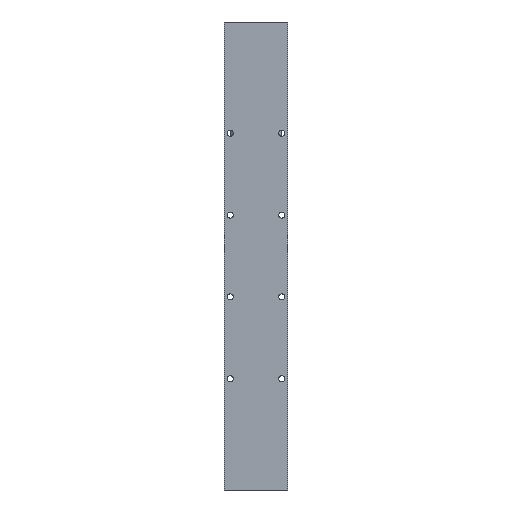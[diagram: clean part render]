
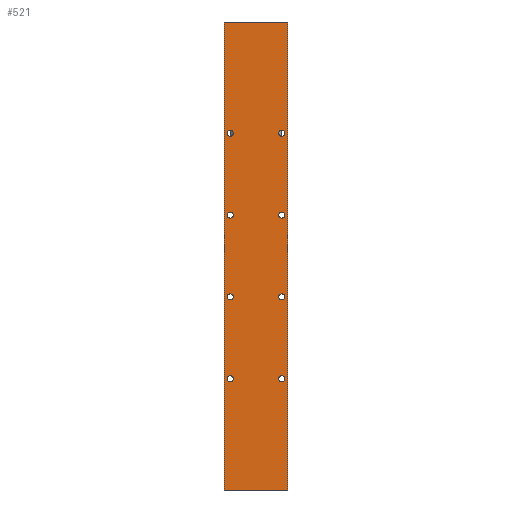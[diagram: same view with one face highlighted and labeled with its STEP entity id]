
A CAD part, front view. The second image highlights one B-rep face of the part: STEP entity #521.
In plain terms, the highlighted planar face has unit normal (0, -1, 0).
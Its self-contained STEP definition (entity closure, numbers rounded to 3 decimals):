
#521 = ADVANCED_FACE( '', ( #1149, #1150, #1151, #1152, #1153, #1154, #1155, #1156, #1157 ), #1158, .F. );
#1149 = FACE_BOUND( '', #1882, .T. );
#1150 = FACE_BOUND( '', #1883, .T. );
#1151 = FACE_BOUND( '', #1884, .T. );
#1152 = FACE_BOUND( '', #1885, .T. );
#1153 = FACE_BOUND( '', #1886, .T. );
#1154 = FACE_BOUND( '', #1887, .T. );
#1155 = FACE_BOUND( '', #1888, .T. );
#1156 = FACE_BOUND( '', #1889, .T. );
#1157 = FACE_OUTER_BOUND( '', #1890, .T. );
#1158 = PLANE( '', #1891 );
#1882 = EDGE_LOOP( '', ( #3343 ) );
#1883 = EDGE_LOOP( '', ( #3344 ) );
#1884 = EDGE_LOOP( '', ( #3345 ) );
#1885 = EDGE_LOOP( '', ( #3346 ) );
#1886 = EDGE_LOOP( '', ( #3347 ) );
#1887 = EDGE_LOOP( '', ( #3348 ) );
#1888 = EDGE_LOOP( '', ( #3349 ) );
#1889 = EDGE_LOOP( '', ( #3350 ) );
#1890 = EDGE_LOOP( '', ( #3351, #3352, #3353, #3354 ) );
#1891 = AXIS2_PLACEMENT_3D( '', #3355, #3356, #3357 );
#3343 = ORIENTED_EDGE( '', *, *, #4629, .T. );
#3344 = ORIENTED_EDGE( '', *, *, #4106, .T. );
#3345 = ORIENTED_EDGE( '', *, *, #4484, .F. );
#3346 = ORIENTED_EDGE( '', *, *, #4643, .F. );
#3347 = ORIENTED_EDGE( '', *, *, #4514, .F. );
#3348 = ORIENTED_EDGE( '', *, *, #4098, .F. );
#3349 = ORIENTED_EDGE( '', *, *, #4353, .T. );
#3350 = ORIENTED_EDGE( '', *, *, #4644, .T. );
#3351 = ORIENTED_EDGE( '', *, *, #4279, .T. );
#3352 = ORIENTED_EDGE( '', *, *, #4075, .F. );
#3353 = ORIENTED_EDGE( '', *, *, #4558, .F. );
#3354 = ORIENTED_EDGE( '', *, *, #4444, .T. );
#3355 = CARTESIAN_POINT( '', ( -27., 0., 200. ) );
#3356 = DIRECTION( '', ( 0., 1., 0. ) );
#3357 = DIRECTION( '', ( -1., 0., 0. ) );
#4075 = EDGE_CURVE( '', #4836, #4834, #4838, .T. );
#4098 = EDGE_CURVE( '', #4877, #4877, #4878, .T. );
#4106 = EDGE_CURVE( '', #4891, #4891, #4892, .T. );
#4279 = EDGE_CURVE( '', #5188, #4834, #5189, .T. );
#4353 = EDGE_CURVE( '', #5310, #5310, #5311, .T. );
#4444 = EDGE_CURVE( '', #5445, #5188, #5446, .T. );
#4484 = EDGE_CURVE( '', #5507, #5507, #5508, .T. );
#4514 = EDGE_CURVE( '', #5549, #5549, #5550, .T. );
#4558 = EDGE_CURVE( '', #5445, #4836, #5612, .T. );
#4629 = EDGE_CURVE( '', #5707, #5707, #5708, .T. );
#4643 = EDGE_CURVE( '', #5725, #5725, #5726, .T. );
#4644 = EDGE_CURVE( '', #5727, #5727, #5728, .T. );
#4834 = VERTEX_POINT( '', #5967 );
#4836 = VERTEX_POINT( '', #5970 );
#4838 = LINE( '', #5973, #5974 );
#4877 = VERTEX_POINT( '', #6024 );
#4878 = CIRCLE( '', #6025, 2.6 );
#4891 = VERTEX_POINT( '', #6042 );
#4892 = CIRCLE( '', #6043, 2.6 );
#5188 = VERTEX_POINT( '', #6469 );
#5189 = LINE( '', #6470, #6471 );
#5310 = VERTEX_POINT( '', #6651 );
#5311 = CIRCLE( '', #6652, 2.6 );
#5445 = VERTEX_POINT( '', #6868 );
#5446 = LINE( '', #6869, #6870 );
#5507 = VERTEX_POINT( '', #6951 );
#5508 = CIRCLE( '', #6952, 2.6 );
#5549 = VERTEX_POINT( '', #7006 );
#5550 = CIRCLE( '', #7007, 2.6 );
#5612 = LINE( '', #7091, #7092 );
#5707 = VERTEX_POINT( '', #7246 );
#5708 = CIRCLE( '', #7247, 2.6 );
#5725 = VERTEX_POINT( '', #7271 );
#5726 = CIRCLE( '', #7272, 2.6 );
#5727 = VERTEX_POINT( '', #7273 );
#5728 = CIRCLE( '', #7274, 2.6 );
#5967 = CARTESIAN_POINT( '', ( 27., 0., -200. ) );
#5970 = CARTESIAN_POINT( '', ( 27., 0., 200. ) );
#5973 = CARTESIAN_POINT( '', ( 27., 0., 200. ) );
#5974 = VECTOR( '', #7528, 1000. );
#6024 = CARTESIAN_POINT( '', ( 22., 0., 37.6 ) );
#6025 = AXIS2_PLACEMENT_3D( '', #7558, #7559, #7560 );
#6042 = CARTESIAN_POINT( '', ( -22., 0., 37.6 ) );
#6043 = AXIS2_PLACEMENT_3D( '', #7568, #7569, #7570 );
#6469 = CARTESIAN_POINT( '', ( -27., 0., -200. ) );
#6470 = CARTESIAN_POINT( '', ( -27., 0., -200. ) );
#6471 = VECTOR( '', #7774, 1000. );
#6651 = CARTESIAN_POINT( '', ( 22., 0., -107.6 ) );
#6652 = AXIS2_PLACEMENT_3D( '', #7849, #7850, #7851 );
#6868 = CARTESIAN_POINT( '', ( -27., 0., 200. ) );
#6869 = CARTESIAN_POINT( '', ( -27., 0., 200. ) );
#6870 = VECTOR( '', #7943, 1000. );
#6951 = CARTESIAN_POINT( '', ( -22., 0., -107.6 ) );
#6952 = AXIS2_PLACEMENT_3D( '', #7988, #7989, #7990 );
#7006 = CARTESIAN_POINT( '', ( 22., 0., 107.6 ) );
#7007 = AXIS2_PLACEMENT_3D( '', #8025, #8026, #8027 );
#7091 = CARTESIAN_POINT( '', ( -27., 0., 200. ) );
#7092 = VECTOR( '', #8071, 1000. );
#7246 = CARTESIAN_POINT( '', ( -22., 0., 107.6 ) );
#7247 = AXIS2_PLACEMENT_3D( '', #8138, #8139, #8140 );
#7271 = CARTESIAN_POINT( '', ( -22., 0., -37.6 ) );
#7272 = AXIS2_PLACEMENT_3D( '', #8154, #8155, #8156 );
#7273 = CARTESIAN_POINT( '', ( 22., 0., -37.6 ) );
#7274 = AXIS2_PLACEMENT_3D( '', #8157, #8158, #8159 );
#7528 = DIRECTION( '', ( 0., 0., -1. ) );
#7558 = CARTESIAN_POINT( '', ( 22., 0., 35. ) );
#7559 = DIRECTION( '', ( 0., -1., 0. ) );
#7560 = DIRECTION( '', ( 0., 0., 1. ) );
#7568 = CARTESIAN_POINT( '', ( -22., 0., 35. ) );
#7569 = DIRECTION( '', ( 0., 1., 0. ) );
#7570 = DIRECTION( '', ( 0., 0., 1. ) );
#7774 = DIRECTION( '', ( 1., 0., 0. ) );
#7849 = CARTESIAN_POINT( '', ( 22., 0., -105. ) );
#7850 = DIRECTION( '', ( 0., 1., 0. ) );
#7851 = DIRECTION( '', ( 0., 0., -1. ) );
#7943 = DIRECTION( '', ( 0., 0., -1. ) );
#7988 = CARTESIAN_POINT( '', ( -22., 0., -105. ) );
#7989 = DIRECTION( '', ( 0., -1., 0. ) );
#7990 = DIRECTION( '', ( 0., 0., -1. ) );
#8025 = CARTESIAN_POINT( '', ( 22., 0., 105. ) );
#8026 = DIRECTION( '', ( 0., -1., 0. ) );
#8027 = DIRECTION( '', ( 0., 0., 1. ) );
#8071 = DIRECTION( '', ( 1., 0., 0. ) );
#8138 = CARTESIAN_POINT( '', ( -22., 0., 105. ) );
#8139 = DIRECTION( '', ( 0., 1., 0. ) );
#8140 = DIRECTION( '', ( 0., 0., 1. ) );
#8154 = CARTESIAN_POINT( '', ( -22., 0., -35. ) );
#8155 = DIRECTION( '', ( 0., -1., 0. ) );
#8156 = DIRECTION( '', ( 0., 0., -1. ) );
#8157 = CARTESIAN_POINT( '', ( 22., 0., -35. ) );
#8158 = DIRECTION( '', ( 0., 1., 0. ) );
#8159 = DIRECTION( '', ( 0., 0., -1. ) );
